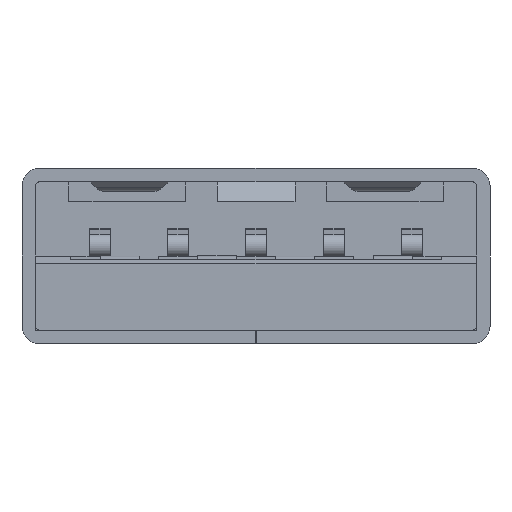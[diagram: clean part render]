
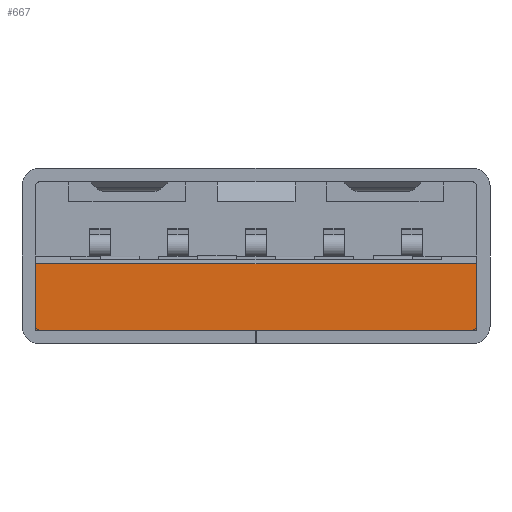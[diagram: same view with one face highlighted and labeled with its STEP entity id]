
A CAD part, front view. The second image highlights one B-rep face of the part: STEP entity #667.
In plain terms, the highlighted planar face has unit normal (0, -1, 0).
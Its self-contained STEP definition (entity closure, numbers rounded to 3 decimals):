
#667=ADVANCED_FACE('',(#1623),#1624,.T.);
#1623=FACE_OUTER_BOUND('',#3418,.T.);
#1624=PLANE('',#3419);
#3418=EDGE_LOOP('',(#5765,#5766,#5767,#5768));
#3419=AXIS2_PLACEMENT_3D('',#5769,#5770,#5771);
#5765=ORIENTED_EDGE('',*,*,#12872,.F.);
#5766=ORIENTED_EDGE('',*,*,#12862,.F.);
#5767=ORIENTED_EDGE('',*,*,#12987,.T.);
#5768=ORIENTED_EDGE('',*,*,#12995,.T.);
#5769=CARTESIAN_POINT('',(-5.65,-7.2,0.85));
#5770=DIRECTION('',(0.0,-1.0,0.0));
#5771=DIRECTION('',(0.0,0.0,-1.0));
#12862=EDGE_CURVE('',#15496,#15498,#15499,.T.);
#12872=EDGE_CURVE('',#15498,#15516,#15517,.T.);
#12987=EDGE_CURVE('',#15496,#15712,#15714,.T.);
#12995=EDGE_CURVE('',#15712,#15516,#15724,.T.);
#15496=VERTEX_POINT('',#19768);
#15498=VERTEX_POINT('',#19771);
#15499=LINE('',#19772,#19773);
#15516=VERTEX_POINT('',#19799);
#15517=LINE('',#19800,#19801);
#15712=VERTEX_POINT('',#20107);
#15714=LINE('',#20110,#20111);
#15724=LINE('',#20128,#20129);
#19768=CARTESIAN_POINT('',(-5.65,-7.2,0.85));
#19771=CARTESIAN_POINT('',(5.65,-7.2,0.85));
#19772=CARTESIAN_POINT('',(-5.65,-7.2,0.85));
#19773=VECTOR('',#25586,1000.0);
#19799=CARTESIAN_POINT('',(5.65,-7.2,-0.85));
#19800=CARTESIAN_POINT('',(5.65,-7.2,0.85));
#19801=VECTOR('',#25596,1000.0);
#20107=CARTESIAN_POINT('',(-5.65,-7.2,-0.85));
#20110=CARTESIAN_POINT('',(-5.65,-7.2,0.85));
#20111=VECTOR('',#25715,1000.0);
#20128=CARTESIAN_POINT('',(-5.65,-7.2,-0.85));
#20129=VECTOR('',#25723,1000.0);
#25586=DIRECTION('',(1.0,0.0,0.0));
#25596=DIRECTION('',(0.0,0.0,-1.0));
#25715=DIRECTION('',(0.0,0.0,-1.0));
#25723=DIRECTION('',(1.0,0.0,0.0));
